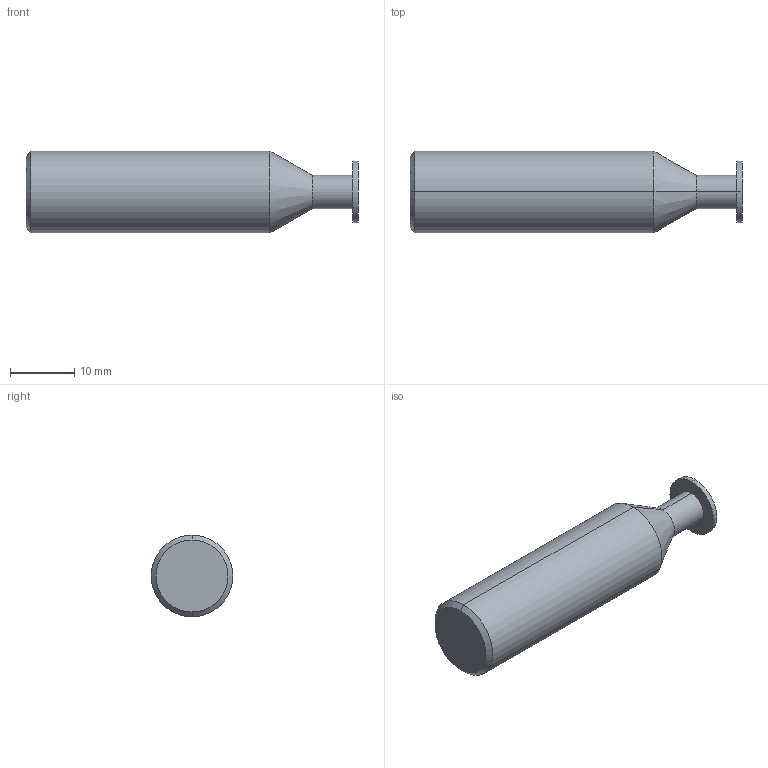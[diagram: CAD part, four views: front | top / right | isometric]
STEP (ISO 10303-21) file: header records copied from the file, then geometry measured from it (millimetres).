
FILE_DESCRIPTION (( 'STEP AP214' ), '1' );
FILE_NAME ('03-3392.STEP', '2025-07-09T15:17:50', ( '' ), ( '' ), 'SwSTEP 2.0', 'SolidWorks 2023', '' );
FILE_SCHEMA (( 'AUTOMOTIVE_DESIGN' ));
Length unit declared in the file: inch
Products named in the file (1): 03-3392
Bounding box: 51.59 x 12.7 x 12.7 mm (x, y, z)
Volume: 5414.5 mm3; surface area: 2122.5 mm2
Topology: 2 solids, 2 shells, 15 faces, 26 edges, 16 vertices
Faces by surface type: cylinder 6, plane 5, cone 4
Entity records: 597 total; most frequent: DIRECTION 74, CARTESIAN_POINT 58, ORIENTED_EDGE 52, AXIS2_PLACEMENT_3D 32, EDGE_CURVE 26, DIMENSIONAL_EXPONENTS 18, UNCERTAINTY_MEASURE_WITH_UNIT 18, LENGTH_MEASURE_WITH_UNIT 18
